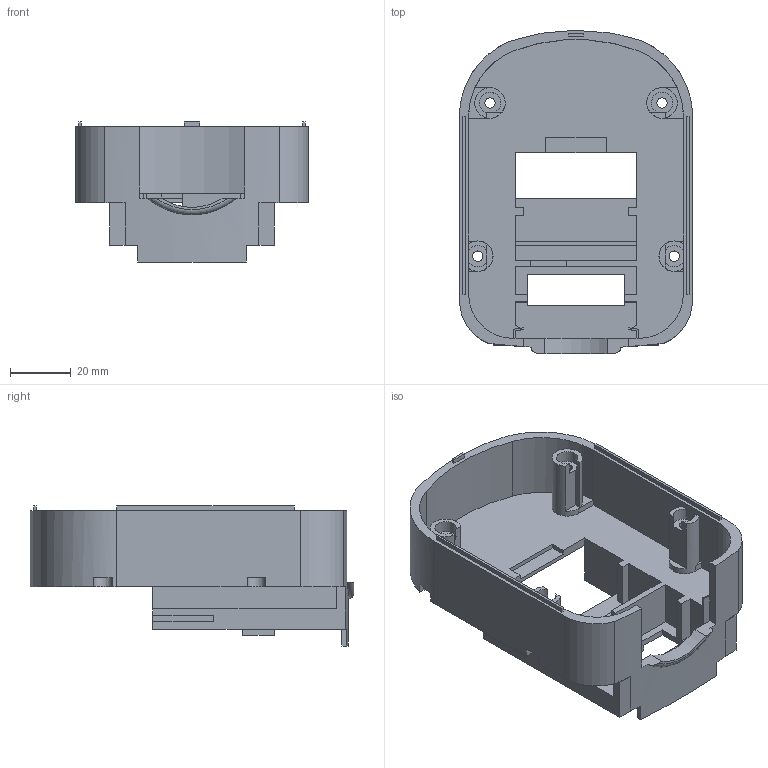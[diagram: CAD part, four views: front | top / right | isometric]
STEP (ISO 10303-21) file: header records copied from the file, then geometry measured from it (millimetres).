
FILE_DESCRIPTION(('FreeCAD Model'),'2;1');
FILE_NAME('Open CASCADE Shape Model','2026-02-02T17:14:39',(''),(''), 'Open CASCADE STEP processor 7.9','FreeCAD','Unknown');
FILE_SCHEMA(('AUTOMOTIVE_DESIGN { 1 0 10303 214 1 1 1 1 }'));
Length unit declared in the file: millimetre
Products named in the file (1): Top
Bounding box: 76.5 x 106.19 x 46 mm (x, y, z)
Volume: 52047.3 mm3; surface area: 39492.1 mm2
Topology: 1 solids, 1 shells, 195 faces, 597 edges, 404 vertices
Faces by surface type: plane 160, cylinder 34, torus 1
Full cylindrical faces by diameter (mm): 3.4 x4
Entity records: 6775 total; most frequent: CARTESIAN_POINT 1264, ORIENTED_EDGE 1194, DIRECTION 1103, EDGE_CURVE 597, LINE 469, VECTOR 469, VERTEX_POINT 404, AXIS2_PLACEMENT_3D 317
